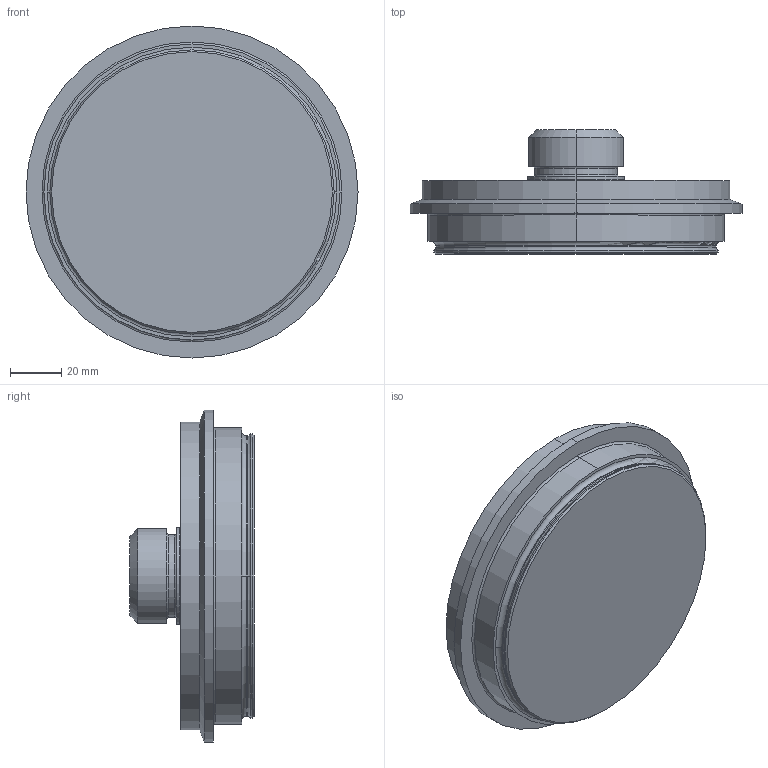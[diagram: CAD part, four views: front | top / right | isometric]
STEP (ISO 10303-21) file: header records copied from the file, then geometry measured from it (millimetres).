
FILE_DESCRIPTION (( 'STEP AP214' ), '1' );
FILE_NAME ('102410.STEP', '2017-11-16T21:56:33', ( '' ), ( '' ), 'SwSTEP 2.0', 'SolidWorks 2014', '' );
FILE_SCHEMA (( 'AUTOMOTIVE_DESIGN' ));
Length unit declared in the file: inch
Products named in the file (1): 102410
Bounding box: 130.18 x 48.77 x 130.18 mm (x, y, z)
Volume: 339653.4 mm3; surface area: 39084.5 mm2
Topology: 1 solids, 1 shells, 41 faces, 90 edges, 56 vertices
Faces by surface type: cylinder 16, torus 12, plane 7, cone 6
Entity records: 1334 total; most frequent: CARTESIAN_POINT 332, DIRECTION 238, ORIENTED_EDGE 180, AXIS2_PLACEMENT_3D 108, EDGE_CURVE 90, CIRCLE 66, VERTEX_POINT 56, EDGE_LOOP 46
